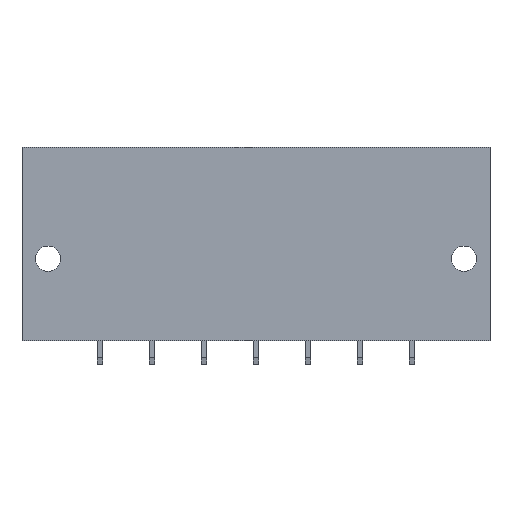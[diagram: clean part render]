
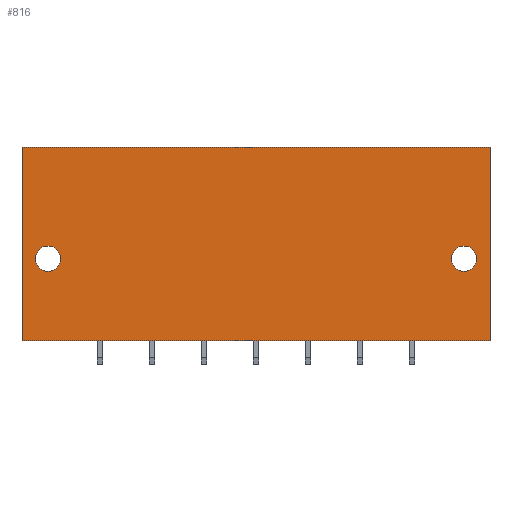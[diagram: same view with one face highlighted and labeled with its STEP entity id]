
A CAD part, front view. The second image highlights one B-rep face of the part: STEP entity #816.
In plain terms, the highlighted planar face has unit normal (0, -1, 0).
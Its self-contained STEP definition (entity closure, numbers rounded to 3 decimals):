
#753=AXIS2_PLACEMENT_3D('Plane Axis2P3D',#750,#751,#752) ;
#782=AXIS2_PLACEMENT_3D('Circle Axis2P3D',#780,#781,$) ;
#791=AXIS2_PLACEMENT_3D('Circle Axis2P3D',#789,#790,$) ;
#800=AXIS2_PLACEMENT_3D('Circle Axis2P3D',#798,#799,$) ;
#809=AXIS2_PLACEMENT_3D('Circle Axis2P3D',#807,#808,$) ;
#216=CARTESIAN_POINT('Vertex',(68.58,0.,3.5)) ;
#219=CARTESIAN_POINT('Line Origine',(34.29,0.,3.5)) ;
#223=CARTESIAN_POINT('Vertex',(0.,0.,3.5)) ;
#750=CARTESIAN_POINT('Axis2P3D Location',(7.62,0.,31.8)) ;
#755=CARTESIAN_POINT('Line Origine',(68.58,0.,17.65)) ;
#759=CARTESIAN_POINT('Vertex',(68.58,0.,31.8)) ;
#762=CARTESIAN_POINT('Line Origine',(34.29,0.,31.8)) ;
#766=CARTESIAN_POINT('Vertex',(0.,0.,31.8)) ;
#769=CARTESIAN_POINT('Line Origine',(0.,0.,17.65)) ;
#780=CARTESIAN_POINT('Axis2P3D Location',(64.77,0.,15.5)) ;
#784=CARTESIAN_POINT('Vertex',(64.77,0.,17.35)) ;
#786=CARTESIAN_POINT('Vertex',(64.77,0.,13.65)) ;
#789=CARTESIAN_POINT('Axis2P3D Location',(64.77,0.,15.5)) ;
#798=CARTESIAN_POINT('Axis2P3D Location',(3.81,0.,15.5)) ;
#802=CARTESIAN_POINT('Vertex',(3.81,0.,17.35)) ;
#804=CARTESIAN_POINT('Vertex',(3.81,0.,13.65)) ;
#807=CARTESIAN_POINT('Axis2P3D Location',(3.81,0.,15.5)) ;
#220=DIRECTION('Vector Direction',(-1.,0.,0.)) ;
#751=DIRECTION('Axis2P3D Direction',(0.,-1.,0.)) ;
#752=DIRECTION('Axis2P3D XDirection',(0.,-0.,-1.)) ;
#756=DIRECTION('Vector Direction',(0.,0.,-1.)) ;
#763=DIRECTION('Vector Direction',(1.,0.,0.)) ;
#770=DIRECTION('Vector Direction',(0.,0.,-1.)) ;
#781=DIRECTION('Axis2P3D Direction',(0.,-1.,0.)) ;
#790=DIRECTION('Axis2P3D Direction',(0.,-1.,0.)) ;
#799=DIRECTION('Axis2P3D Direction',(0.,-1.,0.)) ;
#808=DIRECTION('Axis2P3D Direction',(0.,-1.,0.)) ;
#221=VECTOR('Line Direction',#220,1.) ;
#757=VECTOR('Line Direction',#756,1.) ;
#764=VECTOR('Line Direction',#763,1.) ;
#771=VECTOR('Line Direction',#770,1.) ;
#775=ORIENTED_EDGE('',*,*,#761,.F.) ;
#776=ORIENTED_EDGE('',*,*,#768,.T.) ;
#777=ORIENTED_EDGE('',*,*,#773,.T.) ;
#778=ORIENTED_EDGE('',*,*,#225,.T.) ;
#795=ORIENTED_EDGE('',*,*,#788,.T.) ;
#796=ORIENTED_EDGE('',*,*,#793,.T.) ;
#813=ORIENTED_EDGE('',*,*,#806,.F.) ;
#814=ORIENTED_EDGE('',*,*,#811,.F.) ;
#797=FACE_BOUND('',#794,.T.) ;
#815=FACE_BOUND('',#812,.T.) ;
#816=ADVANCED_FACE('HOUSING',(#779,#797,#815),#754,.T.) ;
#783=CIRCLE('generated circle',#782,1.85) ;
#792=CIRCLE('generated circle',#791,1.85) ;
#801=CIRCLE('generated circle',#800,1.85) ;
#810=CIRCLE('generated circle',#809,1.85) ;
#225=EDGE_CURVE('',#224,#217,#222,.F.) ;
#761=EDGE_CURVE('',#760,#217,#758,.T.) ;
#768=EDGE_CURVE('',#760,#767,#765,.F.) ;
#773=EDGE_CURVE('',#767,#224,#772,.T.) ;
#788=EDGE_CURVE('',#785,#787,#783,.F.) ;
#793=EDGE_CURVE('',#787,#785,#792,.F.) ;
#806=EDGE_CURVE('',#803,#805,#801,.T.) ;
#811=EDGE_CURVE('',#805,#803,#810,.T.) ;
#774=EDGE_LOOP('',(#775,#776,#777,#778)) ;
#794=EDGE_LOOP('',(#795,#796)) ;
#812=EDGE_LOOP('',(#813,#814)) ;
#779=FACE_OUTER_BOUND('',#774,.T.) ;
#222=LINE('Line',#219,#221) ;
#758=LINE('Line',#755,#757) ;
#765=LINE('Line',#762,#764) ;
#772=LINE('Line',#769,#771) ;
#754=PLANE('',#753) ;
#217=VERTEX_POINT('',#216) ;
#224=VERTEX_POINT('',#223) ;
#760=VERTEX_POINT('',#759) ;
#767=VERTEX_POINT('',#766) ;
#785=VERTEX_POINT('',#784) ;
#787=VERTEX_POINT('',#786) ;
#803=VERTEX_POINT('',#802) ;
#805=VERTEX_POINT('',#804) ;
